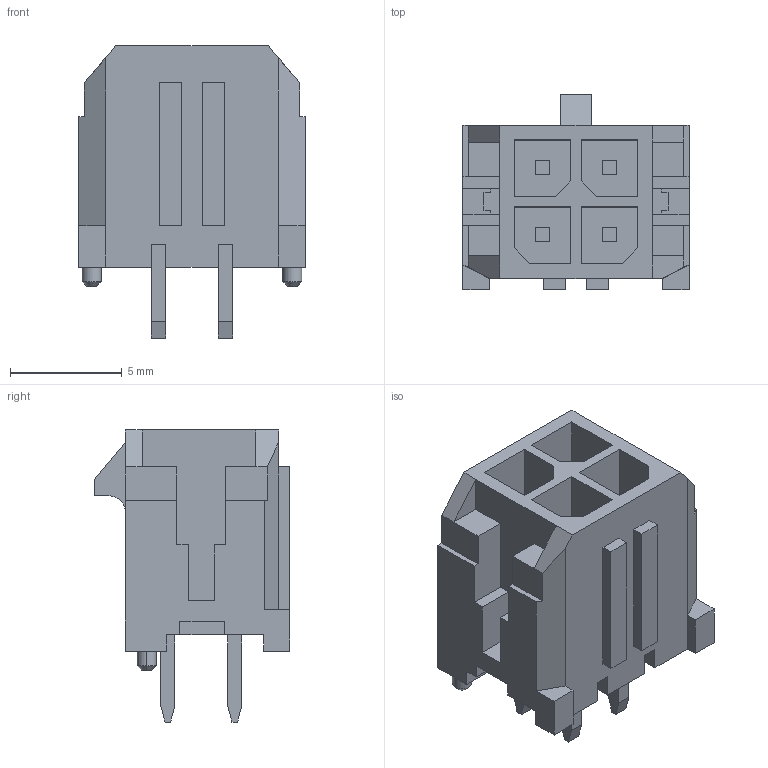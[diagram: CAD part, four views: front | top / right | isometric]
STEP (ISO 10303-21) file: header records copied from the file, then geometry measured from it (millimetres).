
FILE_DESCRIPTION((''),'2;1');
FILE_NAME('430450428','2016-02-03T',('me'),(''),'PRO/ENGINEER BY PARAMETRIC TECHNOLOGY CORPORATION, 2011490','PRO/ENGINEER BY PARAMETRIC TECHNOLOGY CORPORATION, 2011490','');
FILE_SCHEMA(('CONFIG_CONTROL_DESIGN'));
Length unit declared in the file: millimetre
Products named in the file (1): 430450428
Bounding box: 10.15 x 8.77 x 13.09 mm (x, y, z)
Volume: 434.5 mm3; surface area: 894.4 mm2
Topology: 1 solids, 1 shells, 213 faces, 566 edges, 372 vertices
Faces by surface type: plane 204, cylinder 5, cone 4
Entity records: 6481 total; most frequent: CARTESIAN_POINT 1144, ORIENTED_EDGE 1124, DIRECTION 1008, EDGE_CURVE 562, VECTOR 552, LINE 552, VERTEX_POINT 364, AXIS2_PLACEMENT_3D 228
